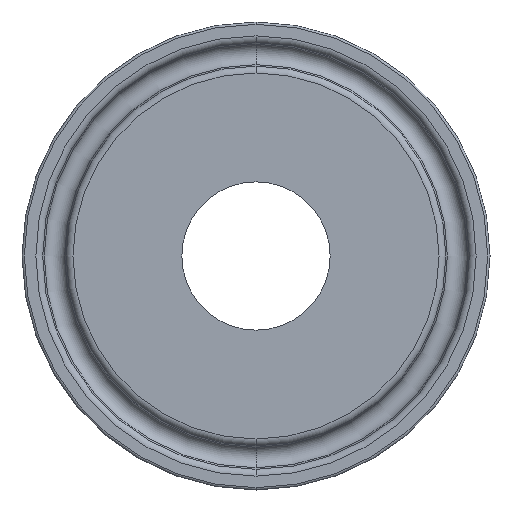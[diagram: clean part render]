
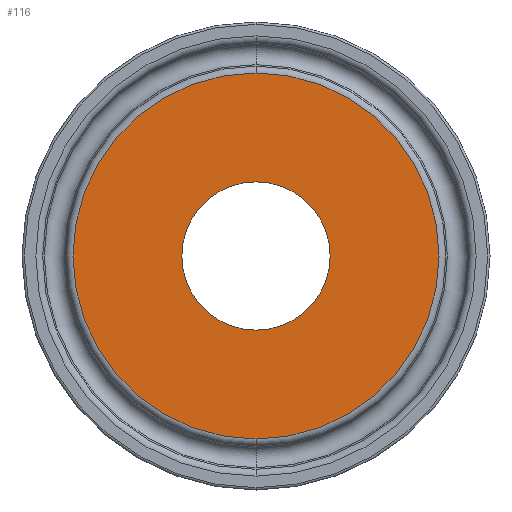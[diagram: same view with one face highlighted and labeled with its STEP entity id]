
A CAD part, front view. The second image highlights one B-rep face of the part: STEP entity #116.
In plain terms, the highlighted planar face has unit normal (0, -1, 0).
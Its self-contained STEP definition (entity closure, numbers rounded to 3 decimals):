
#45 = DIRECTION ( 'NONE',  ( 0., 0., 1. ) ) ;
#53 = AXIS2_PLACEMENT_3D ( 'NONE', #1299, #564, #548 ) ;
#116 = ADVANCED_FACE ( 'NONE', ( #1024, #259 ), #700, .F. ) ;
#153 = DIRECTION ( 'NONE',  ( 0., 1., 0. ) ) ;
#180 = CARTESIAN_POINT ( 'NONE',  ( 0., 0., 0. ) ) ;
#186 = VERTEX_POINT ( 'NONE', #391 ) ;
#224 = CIRCLE ( 'NONE', #397, 19.747 ) ;
#227 = EDGE_CURVE ( 'NONE', #186, #763, #699, .T. ) ;
#248 = EDGE_LOOP ( 'NONE', ( #858, #562 ) ) ;
#259 = FACE_BOUND ( 'NONE', #930, .T. ) ;
#263 = DIRECTION ( 'NONE',  ( 0., 1., 0. ) ) ;
#391 = CARTESIAN_POINT ( 'NONE',  ( 0., 0., 8. ) ) ;
#397 = AXIS2_PLACEMENT_3D ( 'NONE', #1250, #569, #761 ) ;
#507 = CARTESIAN_POINT ( 'NONE',  ( 0., 0., 0. ) ) ;
#548 = DIRECTION ( 'NONE',  ( 0., 0., 1. ) ) ;
#562 = ORIENTED_EDGE ( 'NONE', *, *, #726, .T. ) ;
#563 = CARTESIAN_POINT ( 'NONE',  ( 0., 0., -8. ) ) ;
#564 = DIRECTION ( 'NONE',  ( 0., 1., 0. ) ) ;
#569 = DIRECTION ( 'NONE',  ( 0., -1., 0. ) ) ;
#574 = ORIENTED_EDGE ( 'NONE', *, *, #227, .T. ) ;
#600 = DIRECTION ( 'NONE',  ( 0., 0., 1. ) ) ;
#655 = CIRCLE ( 'NONE', #1142, 8. ) ;
#699 = CIRCLE ( 'NONE', #53, 8. ) ;
#700 = PLANE ( 'NONE',  #997 ) ;
#726 = EDGE_CURVE ( 'NONE', #951, #1094, #224, .T. ) ;
#736 = CARTESIAN_POINT ( 'NONE',  ( 0., 0., 19.747 ) ) ;
#761 = DIRECTION ( 'NONE',  ( 0., 0., 1. ) ) ;
#763 = VERTEX_POINT ( 'NONE', #563 ) ;
#800 = EDGE_CURVE ( 'NONE', #763, #186, #655, .T. ) ;
#858 = ORIENTED_EDGE ( 'NONE', *, *, #880, .T. ) ;
#880 = EDGE_CURVE ( 'NONE', #1094, #951, #1284, .T. ) ;
#906 = AXIS2_PLACEMENT_3D ( 'NONE', #180, #1061, #1391 ) ;
#930 = EDGE_LOOP ( 'NONE', ( #1309, #574 ) ) ;
#951 = VERTEX_POINT ( 'NONE', #1214 ) ;
#997 = AXIS2_PLACEMENT_3D ( 'NONE', #1143, #153, #45 ) ;
#1024 = FACE_OUTER_BOUND ( 'NONE', #248, .T. ) ;
#1061 = DIRECTION ( 'NONE',  ( 0., -1., 0. ) ) ;
#1094 = VERTEX_POINT ( 'NONE', #736 ) ;
#1142 = AXIS2_PLACEMENT_3D ( 'NONE', #507, #263, #600 ) ;
#1143 = CARTESIAN_POINT ( 'NONE',  ( 8., 0., 0. ) ) ;
#1214 = CARTESIAN_POINT ( 'NONE',  ( 0., 0., -19.747 ) ) ;
#1250 = CARTESIAN_POINT ( 'NONE',  ( 0., 0., 0. ) ) ;
#1284 = CIRCLE ( 'NONE', #906, 19.747 ) ;
#1299 = CARTESIAN_POINT ( 'NONE',  ( 0., 0., 0. ) ) ;
#1309 = ORIENTED_EDGE ( 'NONE', *, *, #800, .T. ) ;
#1391 = DIRECTION ( 'NONE',  ( 0., 0., 1. ) ) ;
